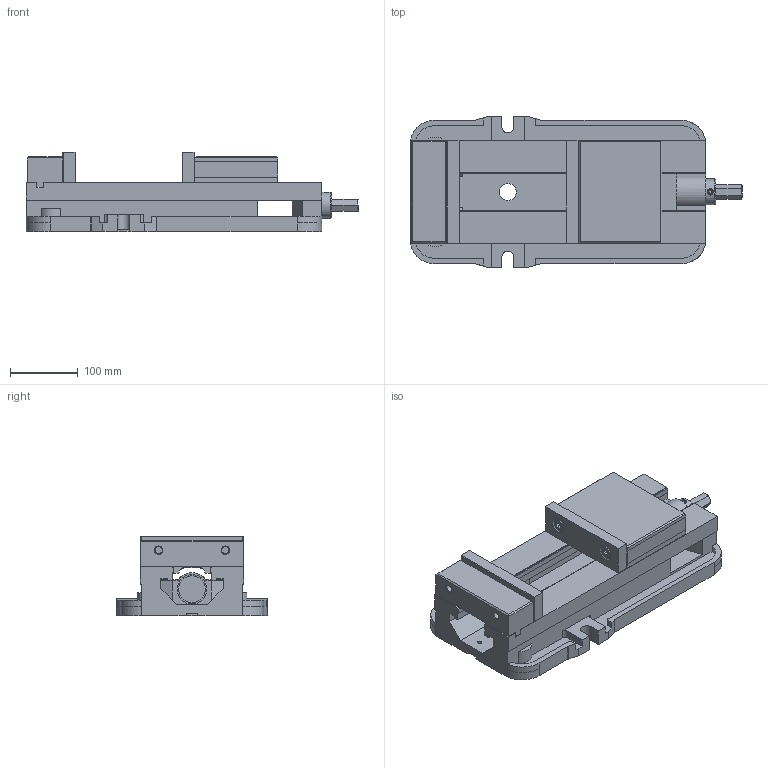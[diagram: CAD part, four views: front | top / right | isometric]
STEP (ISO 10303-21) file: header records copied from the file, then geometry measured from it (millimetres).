
FILE_DESCRIPTION(/* description */ (''),/* implementation_level */ '2;1');
FILE_NAME(/* name */ '3ATW689.stp',/* time_stamp */ '2015-09-16T08:20:35+08:00',/* author */ ('user'),/* organization */ (''),/* preprocessor_version */ 'ST-DEVELOPER v15.2',/* originating_system */ 'Autodesk Inventor 2014',/* authorisation */ '');
FILE_SCHEMA (('AUTOMOTIVE_DESIGN { 1 0 10303 214 3 1 1 }'));
Products named in the file (11): ATD602-螺桿; ATD603-固定螺母; ATD606-固定顎; ATD608-前顎; ATD609-活動顎; ATM-60101; ANSI B18.3 - 1_2-20 UNF - 1(22); ANSI B18.3.1M - M14x2 x 65(2); JIS B 1177 扁圓端 - M12 x 30; JIS B 1177 扁圓端 - M8 x 8; ATW689
Bounding box: 490.42 x 222.25 x 117.53 mm (x, y, z)
Volume: 4146784.7 mm3; surface area: 605833.6 mm2
Topology: 15 solids, 21 shells, 685 faces, 1753 edges, 1121 vertices
Faces by surface type: plane 398, cylinder 201, cone 60, sphere 17, torus 8, bspline 1
Full cylindrical faces by diameter (mm): 5.2 x4, 6.35 x4, 6.401 x6, 6.88 x1, 7.798 x4, 8 x1, 10.592 x7, 11.835 x2, 12 x1, 12.7 x4, 14 x6, 15.5 x2, 19.05 x4, 21 x6, 23 x2, 23.5 x1, 24 x1, 25 x3, 36 x1, 38.5 x1, 39.5 x2, 43.5 x2, 52 x1
Entity records: 16684 total; most frequent: CARTESIAN_POINT 3337, DIRECTION 2748, ORIENTED_EDGE 2544, EDGE_CURVE 1271, AXIS2_PLACEMENT_3D 944, VERTEX_POINT 868, LINE 860, VECTOR 860
